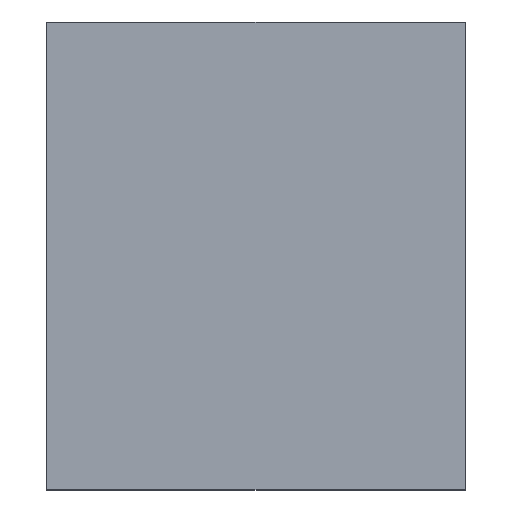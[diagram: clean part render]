
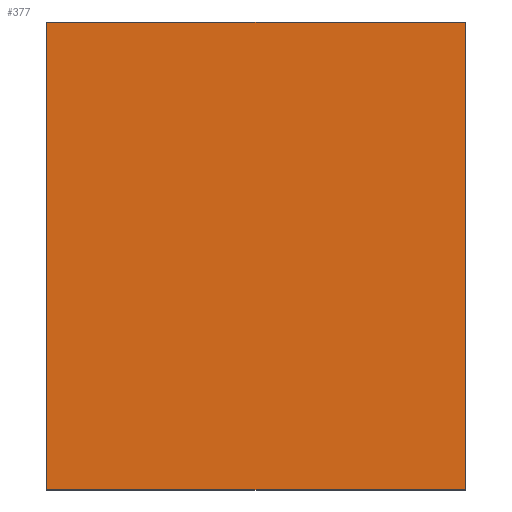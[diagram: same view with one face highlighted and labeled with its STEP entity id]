
A CAD part, top view. The second image highlights one B-rep face of the part: STEP entity #377.
In plain terms, the highlighted planar face has unit normal (0, 0, 1).
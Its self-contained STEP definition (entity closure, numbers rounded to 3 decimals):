
#364=AXIS2_PLACEMENT_3D('Plane Axis2P3D',#361,#362,#363) ;
#140=CARTESIAN_POINT('Vertex',(5.1,5.7,3.062)) ;
#143=CARTESIAN_POINT('Line Origine',(5.1,2.85,3.062)) ;
#147=CARTESIAN_POINT('Vertex',(5.1,0.,3.062)) ;
#261=CARTESIAN_POINT('Vertex',(0.,0.,3.062)) ;
#264=CARTESIAN_POINT('Line Origine',(0.,2.85,3.062)) ;
#268=CARTESIAN_POINT('Vertex',(0.,5.7,3.062)) ;
#349=CARTESIAN_POINT('Line Origine',(2.55,5.7,3.062)) ;
#361=CARTESIAN_POINT('Axis2P3D Location',(2.55,0.,3.062)) ;
#366=CARTESIAN_POINT('Line Origine',(2.55,0.,3.062)) ;
#144=DIRECTION('Vector Direction',(0.,1.,0.)) ;
#265=DIRECTION('Vector Direction',(0.,1.,0.)) ;
#350=DIRECTION('Vector Direction',(1.,0.,0.)) ;
#362=DIRECTION('Axis2P3D Direction',(0.,0.,-1.)) ;
#363=DIRECTION('Axis2P3D XDirection',(0.,1.,0.)) ;
#367=DIRECTION('Vector Direction',(1.,0.,0.)) ;
#145=VECTOR('Line Direction',#144,1.) ;
#266=VECTOR('Line Direction',#265,1.) ;
#351=VECTOR('Line Direction',#350,1.) ;
#368=VECTOR('Line Direction',#367,1.) ;
#372=ORIENTED_EDGE('',*,*,#353,.F.) ;
#373=ORIENTED_EDGE('',*,*,#270,.T.) ;
#374=ORIENTED_EDGE('',*,*,#370,.T.) ;
#375=ORIENTED_EDGE('',*,*,#149,.F.) ;
#377=ADVANCED_FACE('S3D positioniert',(#376),#365,.F.) ;
#149=EDGE_CURVE('',#141,#148,#146,.F.) ;
#270=EDGE_CURVE('',#269,#262,#267,.F.) ;
#353=EDGE_CURVE('',#269,#141,#352,.T.) ;
#370=EDGE_CURVE('',#262,#148,#369,.T.) ;
#371=EDGE_LOOP('',(#372,#373,#374,#375)) ;
#376=FACE_OUTER_BOUND('',#371,.T.) ;
#146=LINE('Line',#143,#145) ;
#267=LINE('Line',#264,#266) ;
#352=LINE('Line',#349,#351) ;
#369=LINE('Line',#366,#368) ;
#365=PLANE('',#364) ;
#141=VERTEX_POINT('',#140) ;
#148=VERTEX_POINT('',#147) ;
#262=VERTEX_POINT('',#261) ;
#269=VERTEX_POINT('',#268) ;
